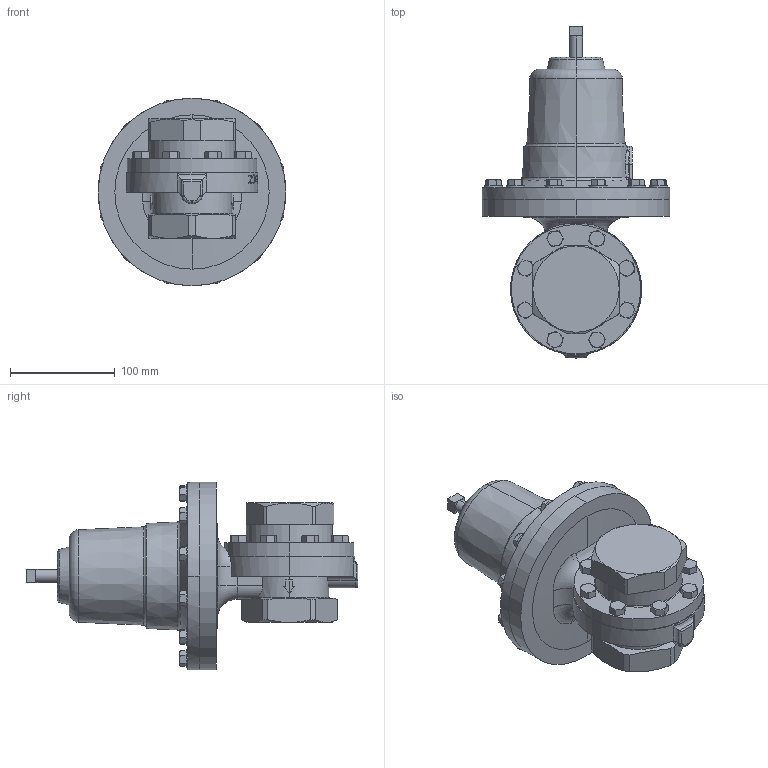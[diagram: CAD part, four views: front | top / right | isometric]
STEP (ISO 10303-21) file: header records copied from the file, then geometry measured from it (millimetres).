
FILE_DESCRIPTION (( 'STEP AP214' ), '1' );
FILE_NAME ('601-150-DI+BR-PT.STEP', '2017-07-21T14:54:53', ( '' ), ( '' ), 'SwSTEP 2.0', 'SolidWorks 2014', '' );
FILE_SCHEMA (( 'AUTOMOTIVE_DESIGN' ));
Length unit declared in the file: inch
Products named in the file (1): 601-150-DI+BR-PT
Bounding box: 179.32 x 317.5 x 179.32 mm (x, y, z)
Volume: 2483761.6 mm3; surface area: 169840.1 mm2
Topology: 1 solids, 1 shells, 577 faces, 1391 edges, 854 vertices
Faces by surface type: plane 259, cone 152, cylinder 88, bspline 54, torus 22, sphere 2
Entity records: 29555 total; most frequent: CARTESIAN_POINT 13313, ORIENTED_EDGE 2782, DIRECTION 2434, EDGE_CURVE 1391, AXIS2_PLACEMENT_3D 954, VERTEX_POINT 854, EDGE_LOOP 615, ADVANCED_FACE 577
